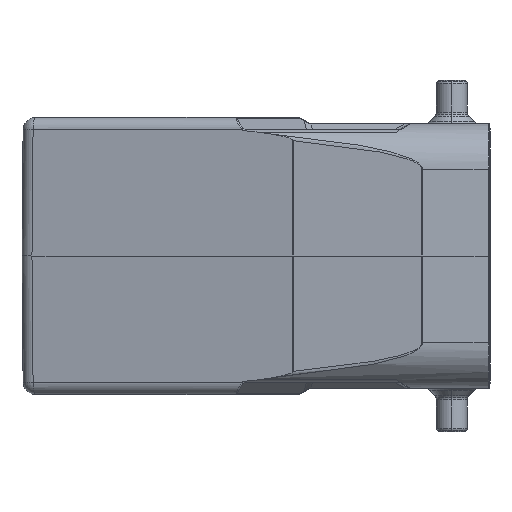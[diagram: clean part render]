
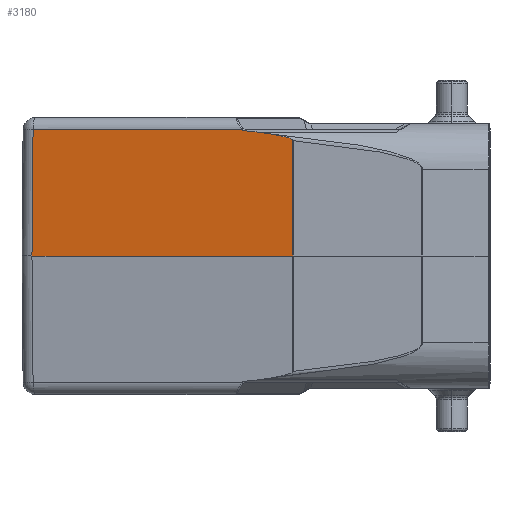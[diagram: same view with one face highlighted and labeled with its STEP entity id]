
A CAD part, left-side view. The second image highlights one B-rep face of the part: STEP entity #3180.
In plain terms, the highlighted planar face has unit normal (-0.982, 0.191, 0.009).
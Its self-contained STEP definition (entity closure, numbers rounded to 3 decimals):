
#561=B_SPLINE_CURVE_WITH_KNOTS('',3,(#20971,#20972,#20973,#20974,#20975,
#20976,#20977,#20978),.UNSPECIFIED.,.F.,.F.,(4,2,2,4),(0.,0.25,0.5,1.),
 .UNSPECIFIED.);
#564=B_SPLINE_CURVE_WITH_KNOTS('',3,(#21041,#21042,#21043,#21044),
 .UNSPECIFIED.,.F.,.F.,(4,4),(0.,1.),.UNSPECIFIED.);
#602=B_SPLINE_CURVE_WITH_KNOTS('',3,(#21395,#21396,#21397,#21398),
 .UNSPECIFIED.,.F.,.F.,(4,4),(0.,1.),.UNSPECIFIED.);
#612=B_SPLINE_CURVE_WITH_KNOTS('',3,(#21496,#21497,#21498,#21499),
 .UNSPECIFIED.,.F.,.F.,(4,4),(0.,1.),.UNSPECIFIED.);
#1556=LINE('',#21081,#2287);
#1567=LINE('',#21237,#2298);
#1568=LINE('',#21250,#2299);
#1570=LINE('',#21259,#2301);
#2287=VECTOR('',#14480,1.);
#2298=VECTOR('',#14541,1.);
#2299=VECTOR('',#14550,1.);
#2301=VECTOR('',#14554,1.);
#2548=PLANE('',#11864);
#3180=ADVANCED_FACE('',(#3897),#2548,.T.);
#3897=FACE_OUTER_BOUND('',#4562,.T.);
#4562=EDGE_LOOP('',(#7781,#7782,#7783,#7784,#7785,#7786,#7787,#7788));
#7781=ORIENTED_EDGE('',*,*,#10369,.F.);
#7782=ORIENTED_EDGE('',*,*,#10366,.T.);
#7783=ORIENTED_EDGE('',*,*,#10362,.F.);
#7784=ORIENTED_EDGE('',*,*,#10327,.T.);
#7785=ORIENTED_EDGE('',*,*,#10317,.T.);
#7786=ORIENTED_EDGE('',*,*,#10314,.T.);
#7787=ORIENTED_EDGE('',*,*,#10403,.T.);
#7788=ORIENTED_EDGE('',*,*,#10423,.T.);
#8757=VERTEX_POINT('',#20979);
#8758=VERTEX_POINT('',#20980);
#8759=VERTEX_POINT('',#21045);
#8766=VERTEX_POINT('',#21082);
#8780=VERTEX_POINT('',#21238);
#8781=VERTEX_POINT('',#21249);
#8784=VERTEX_POINT('',#21260);
#8799=VERTEX_POINT('',#21394);
#10314=EDGE_CURVE('',#8757,#8758,#561,.T.);
#10317=EDGE_CURVE('',#8759,#8757,#564,.T.);
#10327=EDGE_CURVE('',#8766,#8759,#1556,.T.);
#10362=EDGE_CURVE('',#8766,#8780,#1567,.T.);
#10366=EDGE_CURVE('',#8781,#8780,#1568,.T.);
#10369=EDGE_CURVE('',#8781,#8784,#1570,.T.);
#10403=EDGE_CURVE('',#8758,#8799,#602,.T.);
#10423=EDGE_CURVE('',#8799,#8784,#612,.T.);
#11864=AXIS2_PLACEMENT_3D('',#21501,#14640,#14641);
#14480=DIRECTION('',(-0.191,-0.982,0.));
#14541=DIRECTION('',(0.007,-0.009,1.));
#14550=DIRECTION('',(0.191,0.982,0.));
#14554=DIRECTION('',(-0.13,-0.634,-0.763));
#14640=DIRECTION('',(-0.982,0.191,0.009));
#14641=DIRECTION('',(-0.191,-0.982,0.));
#20971=CARTESIAN_POINT('',(-44.58,0.023,18.831));
#20972=CARTESIAN_POINT('',(-44.565,0.099,18.915));
#20973=CARTESIAN_POINT('',(-44.535,0.247,19.));
#20974=CARTESIAN_POINT('',(-44.447,0.691,19.176));
#20975=CARTESIAN_POINT('',(-44.381,1.026,19.276));
#20976=CARTESIAN_POINT('',(-44.188,2.01,19.523));
#20977=CARTESIAN_POINT('',(-44.036,2.784,19.676));
#20978=CARTESIAN_POINT('',(-43.861,3.676,19.818));
#20979=CARTESIAN_POINT('',(-44.58,0.023,18.831));
#20980=CARTESIAN_POINT('',(-43.861,3.676,19.818));
#21041=CARTESIAN_POINT('',(-44.742,0.05,0.));
#21042=CARTESIAN_POINT('',(-44.688,0.041,6.277));
#21043=CARTESIAN_POINT('',(-44.634,0.032,12.554));
#21044=CARTESIAN_POINT('',(-44.58,0.023,18.831));
#21045=CARTESIAN_POINT('',(-44.742,0.05,0.));
#21081=CARTESIAN_POINT('',(-36.514,42.382,0.));
#21082=CARTESIAN_POINT('',(-36.514,42.382,0.));
#21237=CARTESIAN_POINT('',(-36.514,42.382,0.));
#21238=CARTESIAN_POINT('',(-36.366,42.203,20.517));
#21249=CARTESIAN_POINT('',(-42.957,8.295,20.517));
#21250=CARTESIAN_POINT('',(-42.957,8.295,20.517));
#21259=CARTESIAN_POINT('',(-42.957,8.295,20.517));
#21260=CARTESIAN_POINT('',(-42.981,8.178,20.377));
#21394=CARTESIAN_POINT('',(-43.44,5.83,20.136));
#21395=CARTESIAN_POINT('',(-43.861,3.676,19.818));
#21396=CARTESIAN_POINT('',(-43.726,4.367,19.928));
#21397=CARTESIAN_POINT('',(-43.585,5.085,20.034));
#21398=CARTESIAN_POINT('',(-43.44,5.83,20.136));
#21496=CARTESIAN_POINT('',(-43.44,5.83,20.136));
#21497=CARTESIAN_POINT('',(-43.297,6.558,20.236));
#21498=CARTESIAN_POINT('',(-43.144,7.34,20.317));
#21499=CARTESIAN_POINT('',(-42.981,8.178,20.377));
#21501=CARTESIAN_POINT('',(-46.119,-7.035,0.));
